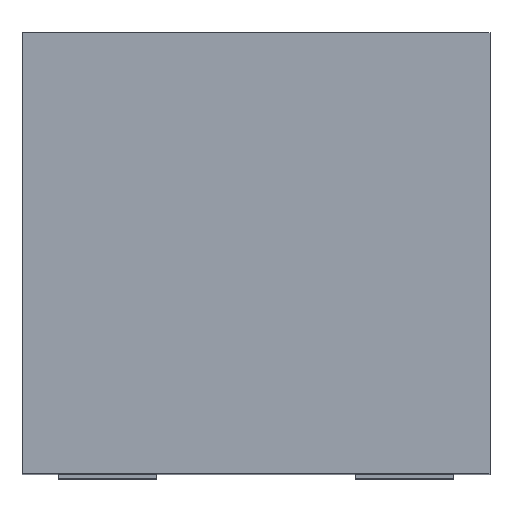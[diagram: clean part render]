
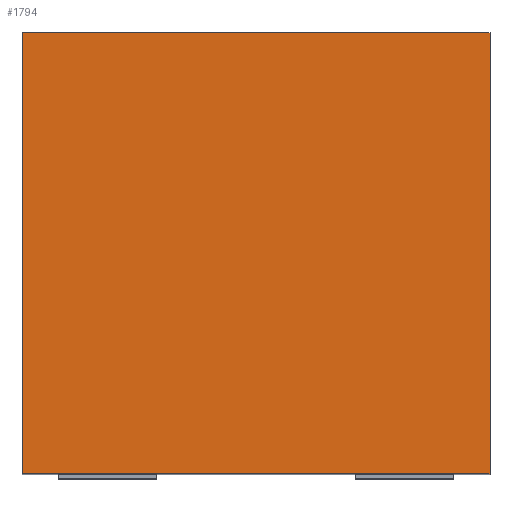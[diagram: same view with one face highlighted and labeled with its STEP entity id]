
A CAD part, top view. The second image highlights one B-rep face of the part: STEP entity #1794.
In plain terms, the highlighted planar face has unit normal (0, 0, 1).
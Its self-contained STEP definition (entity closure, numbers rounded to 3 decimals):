
#921 = LINE ( 'NONE', #922, #1003 ) ;
#922 = CARTESIAN_POINT ( 'NONE',  ( -5.25, 9.9, 5.9 ) ) ;
#923 = DIRECTION ( 'NONE',  ( 0., 1., 0. ) ) ;
#954 = LINE ( 'NONE', #955, #1014 ) ;
#955 = CARTESIAN_POINT ( 'NONE',  ( 5.25, 9.9, 5.9 ) ) ;
#956 = DIRECTION ( 'NONE',  ( 1., 0., 0. ) ) ;
#957 = LINE ( 'NONE', #958, #1015 ) ;
#958 = CARTESIAN_POINT ( 'NONE',  ( 5.25, 9.9, 5.9 ) ) ;
#959 = DIRECTION ( 'NONE',  ( 0., 1., 0. ) ) ;
#960 = LINE ( 'NONE', #961, #1016 ) ;
#961 = CARTESIAN_POINT ( 'NONE',  ( 5.25, 0., 5.9 ) ) ;
#962 = DIRECTION ( 'NONE',  ( 1., 0., 0. ) ) ;
#1003 = VECTOR ( 'NONE', #923, 1000. ) ;
#1014 = VECTOR ( 'NONE', #956, 1000. ) ;
#1015 = VECTOR ( 'NONE', #959, 1000. ) ;
#1016 = VECTOR ( 'NONE', #962, 1000. ) ;
#1394 = VERTEX_POINT ( 'NONE', #3120 ) ;
#1395 = VERTEX_POINT ( 'NONE', #3121 ) ;
#1754 = EDGE_CURVE ( 'NONE', #1395, #1394, #921, .T. ) ;
#1765 = EDGE_CURVE ( 'NONE', #1394, #2843, #954, .T. ) ;
#1766 = EDGE_CURVE ( 'NONE', #2844, #2843, #957, .T. ) ;
#1767 = EDGE_CURVE ( 'NONE', #1395, #2844, #960, .T. ) ;
#1794 = ADVANCED_FACE ( 'NONE', ( #2146 ), #2235, .F. ) ;
#2146 = FACE_OUTER_BOUND ( 'NONE', #2872, .T. ) ;
#2152 = AXIS2_PLACEMENT_3D ( 'NONE', #2236, #2237, #2238 ) ;
#2235 = PLANE ( 'NONE',  #2152 ) ;
#2236 = CARTESIAN_POINT ( 'NONE',  ( -5.25, 9.9, 5.9 ) ) ;
#2237 = DIRECTION ( 'NONE',  ( 0., 0., -1. ) ) ;
#2238 = DIRECTION ( 'NONE',  ( -1., 0., 0. ) ) ;
#2679 = CARTESIAN_POINT ( 'NONE',  ( 5.25, 9.9, 5.9 ) ) ;
#2680 = CARTESIAN_POINT ( 'NONE',  ( 5.25, 0., 5.9 ) ) ;
#2843 = VERTEX_POINT ( 'NONE', #2679 ) ;
#2844 = VERTEX_POINT ( 'NONE', #2680 ) ;
#2872 = EDGE_LOOP ( 'NONE', ( #2960, #2962, #2961, #2963 ) ) ;
#2960 = ORIENTED_EDGE ( 'NONE', *, *, #1766, .T. ) ;
#2961 = ORIENTED_EDGE ( 'NONE', *, *, #1754, .F. ) ;
#2962 = ORIENTED_EDGE ( 'NONE', *, *, #1765, .F. ) ;
#2963 = ORIENTED_EDGE ( 'NONE', *, *, #1767, .T. ) ;
#3120 = CARTESIAN_POINT ( 'NONE',  ( -5.25, 9.9, 5.9 ) ) ;
#3121 = CARTESIAN_POINT ( 'NONE',  ( -5.25, 0., 5.9 ) ) ;
